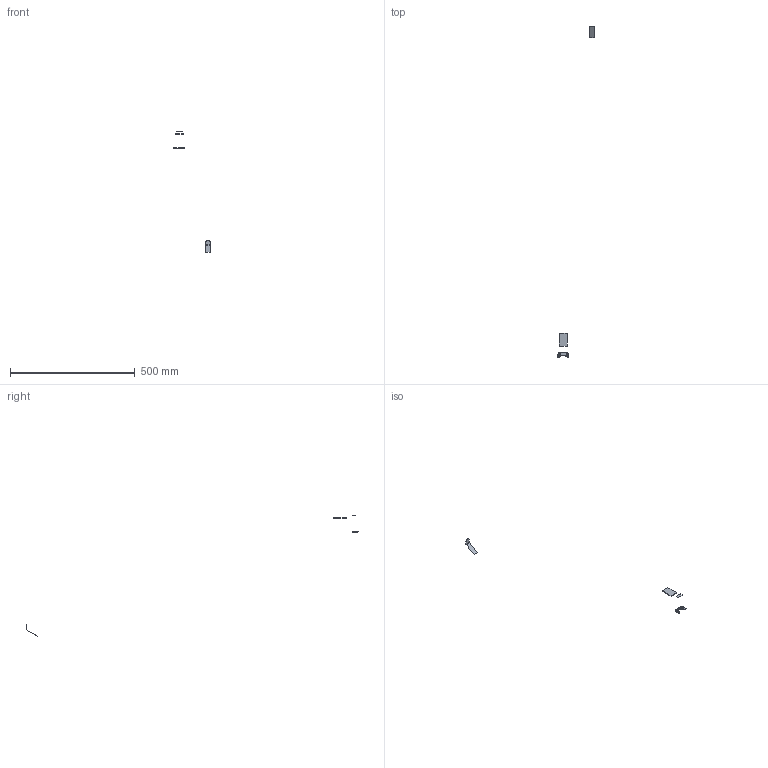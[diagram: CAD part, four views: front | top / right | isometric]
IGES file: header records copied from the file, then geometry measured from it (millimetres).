
Start section: SolidWorks IGES file using analytic representation for surfaces
Global section: file name: DOUBLEMAX 120-9.IGS; native system: SolidWorks 2019; preprocessor: SolidWorks 2019; author: lucbi; date: 190919.161653; units: inch
Bounding box: 146.05 x 1330.5 x 483.38 mm (x, y, z)
Volume: 6796.5 mm3; surface area: 8871.5 mm2
Topology: 4 solids, 4 shells, 80 faces, 188 edges, 112 vertices
Faces by surface type: plane 50, revolution 30
